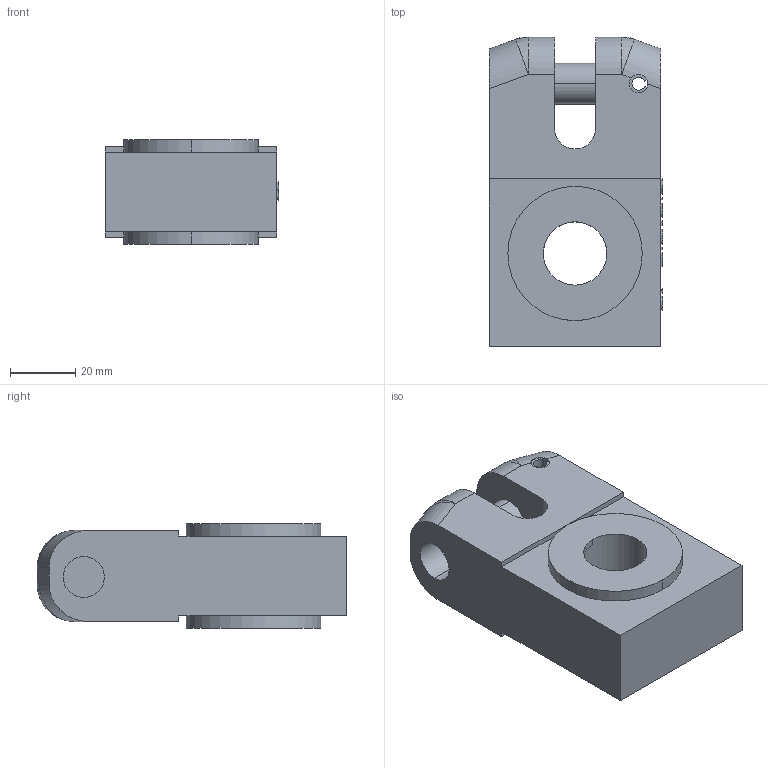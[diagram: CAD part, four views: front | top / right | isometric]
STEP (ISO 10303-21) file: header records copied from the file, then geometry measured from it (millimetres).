
FILE_DESCRIPTION((''),'2;1');
FILE_NAME('3VGIL-13','2005-01-18T',('jakubetz'),(''),'PRO/ENGINEER BY PARAMETRIC TECHNOLOGY CORPORATION, 2001400','PRO/ENGINEER BY PARAMETRIC TECHNOLOGY CORPORATION, 2001400','');
FILE_SCHEMA(('CONFIG_CONTROL_DESIGN'));
Length unit declared in the file: millimetre
Products named in the file (1): 3VGIL-13
Bounding box: 53.32 x 95.17 x 32 mm (x, y, z)
Volume: 115039.4 mm3; surface area: 22164.1 mm2
Topology: 1 solids, 1 shells, 227 faces, 641 edges, 424 vertices
Faces by surface type: plane 190, cylinder 29, sphere 4, bspline 4
Entity records: 7558 total; most frequent: CARTESIAN_POINT 1629, ORIENTED_EDGE 1282, DIRECTION 1115, EDGE_CURVE 641, VECTOR 557, LINE 557, VERTEX_POINT 424, AXIS2_PLACEMENT_3D 279
